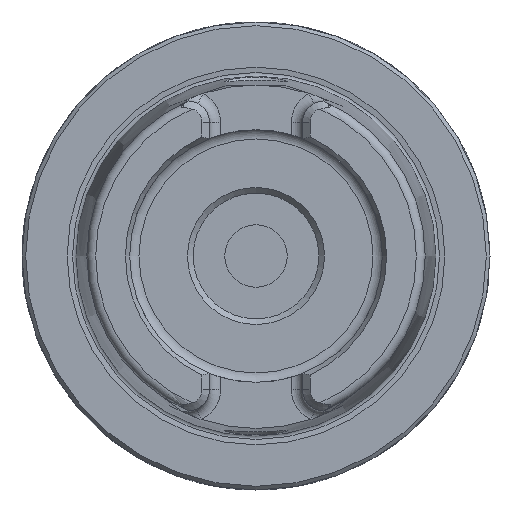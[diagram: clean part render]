
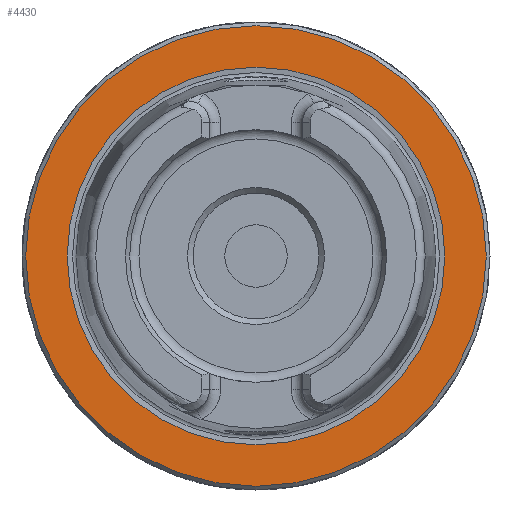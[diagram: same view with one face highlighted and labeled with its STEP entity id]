
A CAD part, left-side view. The second image highlights one B-rep face of the part: STEP entity #4430.
In plain terms, the highlighted planar face has unit normal (-1, 0, 0).
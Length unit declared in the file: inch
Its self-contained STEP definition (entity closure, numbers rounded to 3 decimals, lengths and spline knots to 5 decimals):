
#287=FACE_BOUND('',#963,.T.);
#329=PLANE('',#4913);
#696=FACE_OUTER_BOUND('',#962,.T.);
#962=EDGE_LOOP('',(#3554));
#963=EDGE_LOOP('',(#3555));
#1774=CIRCLE('',#4912,1.22047);
#1775=CIRCLE('',#4914,1.0008);
#2130=VERTEX_POINT('',#8395);
#2131=VERTEX_POINT('',#8399);
#2650=EDGE_CURVE('',#2130,#2130,#1774,.T.);
#2651=EDGE_CURVE('',#2131,#2131,#1775,.T.);
#3554=ORIENTED_EDGE('',*,*,#2650,.F.);
#3555=ORIENTED_EDGE('',*,*,#2651,.T.);
#4430=ADVANCED_FACE('',(#696,#287),#329,.T.);
#4912=AXIS2_PLACEMENT_3D('',#8397,#5717,#5718);
#4913=AXIS2_PLACEMENT_3D('',#8398,#5719,#5720);
#4914=AXIS2_PLACEMENT_3D('',#8400,#5721,#5722);
#5717=DIRECTION('center_axis',(1.,0.,0.));
#5718=DIRECTION('ref_axis',(0.,-1.,0.));
#5719=DIRECTION('center_axis',(-1.,0.,0.));
#5720=DIRECTION('ref_axis',(0.,0.,1.));
#5721=DIRECTION('center_axis',(1.,0.,0.));
#5722=DIRECTION('ref_axis',(0.,1.,0.));
#8395=CARTESIAN_POINT('',(0.,1.22047,0.));
#8397=CARTESIAN_POINT('Origin',(0.,0.,0.));
#8398=CARTESIAN_POINT('Origin',(0.,0.62008,0.));
#8399=CARTESIAN_POINT('',(0.,-1.0008,0.));
#8400=CARTESIAN_POINT('Origin',(0.,0.,0.));
